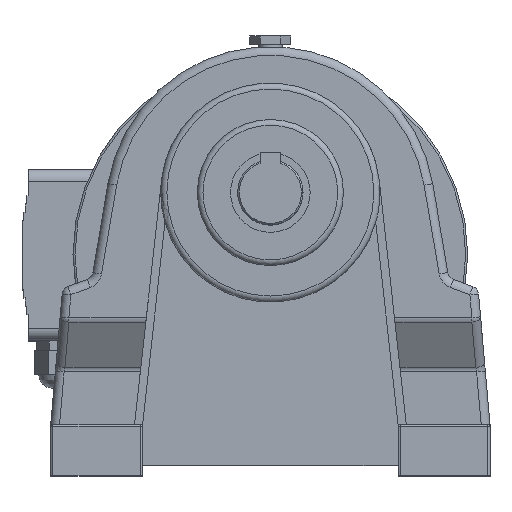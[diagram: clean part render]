
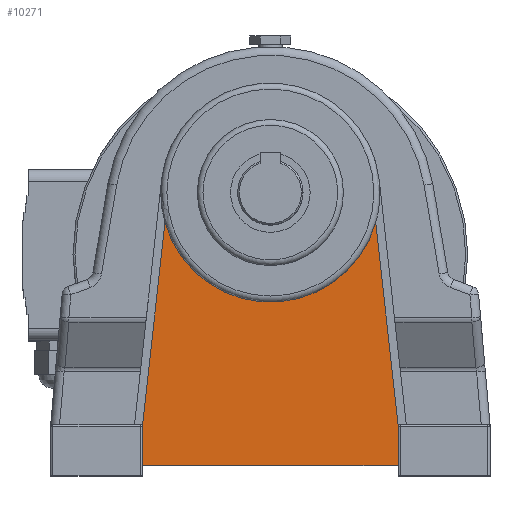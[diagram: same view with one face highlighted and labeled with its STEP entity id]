
A CAD part, top view. The second image highlights one B-rep face of the part: STEP entity #10271.
In plain terms, the highlighted planar face has unit normal (0, 0, 1).
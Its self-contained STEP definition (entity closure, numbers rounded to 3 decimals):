
#82=PLANE($,#10976);
#562=LINE($,#14871,#1741);
#582=LINE($,#14921,#1761);
#595=LINE($,#14948,#1774);
#679=LINE($,#15303,#1858);
#682=LINE($,#15310,#1861);
#1741=VECTOR($,#11851,125.);
#1761=VECTOR($,#11887,20.);
#1774=VECTOR($,#11906,20.);
#1858=VECTOR($,#12184,99.417);
#1861=VECTOR($,#12193,99.417);
#3130=FACE_OUTER_BOUND($,#3760,.T.);
#3760=EDGE_LOOP($,(#7526,#7527,#7528,#7529,#7530,#7531));
#4448=CIRCLE($,#10974,53.625);
#4712=VERTEX_POINT($,#14868);
#4713=VERTEX_POINT($,#14870);
#4735=VERTEX_POINT($,#14919);
#4746=VERTEX_POINT($,#14947);
#4826=VERTEX_POINT($,#15302);
#4827=VERTEX_POINT($,#15306);
#5702=EDGE_CURVE($,#4713,#4712,#562,.T.);
#5727=EDGE_CURVE($,#4712,#4735,#582,.T.);
#5741=EDGE_CURVE($,#4746,#4713,#595,.T.);
#5879=EDGE_CURVE($,#4826,#4746,#679,.T.);
#5881=EDGE_CURVE($,#4827,#4826,#4448,.T.);
#5883=EDGE_CURVE($,#4735,#4827,#682,.T.);
#7526=ORIENTED_EDGE($,*,*,#5741,.T.);
#7527=ORIENTED_EDGE($,*,*,#5702,.T.);
#7528=ORIENTED_EDGE($,*,*,#5727,.T.);
#7529=ORIENTED_EDGE($,*,*,#5883,.T.);
#7530=ORIENTED_EDGE($,*,*,#5881,.T.);
#7531=ORIENTED_EDGE($,*,*,#5879,.T.);
#10271=ADVANCED_FACE($,(#3130),#82,.T.);
#10974=AXIS2_PLACEMENT_3D($,#15307,#12188,#12189);
#10976=AXIS2_PLACEMENT_3D($,#15311,#12194,#12195);
#11851=DIRECTION($,(1.,0.,0.));
#11887=DIRECTION($,(0.,1.,0.));
#11906=DIRECTION($,(0.,-1.,0.));
#12184=DIRECTION($,(-0.11,-0.994,0.));
#12188=DIRECTION('center_axis',(0.,0.,-1.));
#12189=DIRECTION('ref_axis',(1.,0.,0.));
#12193=DIRECTION($,(-0.11,0.994,0.));
#12194=DIRECTION('center_axis',(0.,0.,1.));
#12195=DIRECTION('ref_axis',(1.,0.,0.));
#14868=CARTESIAN_POINT('',(62.5,-133.5,-13.028));
#14870=CARTESIAN_POINT('',(-62.5,-133.5,-13.028));
#14871=CARTESIAN_POINT($,(-62.5,-133.5,-13.028));
#14919=CARTESIAN_POINT('',(62.5,-113.5,-13.028));
#14921=CARTESIAN_POINT($,(62.5,-133.5,-13.028));
#14947=CARTESIAN_POINT('',(-62.5,-113.5,-13.028));
#14948=CARTESIAN_POINT($,(-62.5,-113.5,-13.028));
#15302=CARTESIAN_POINT('',(-51.575,-14.685,-13.028));
#15303=CARTESIAN_POINT($,(-51.575,-14.685,-13.028));
#15306=CARTESIAN_POINT('',(51.575,-14.685,-13.028));
#15307=CARTESIAN_POINT('Origin',(0.,0.,-13.028));
#15310=CARTESIAN_POINT($,(62.5,-113.5,-13.028));
#15311=CARTESIAN_POINT('Origin',(0.,0.,-13.028));
